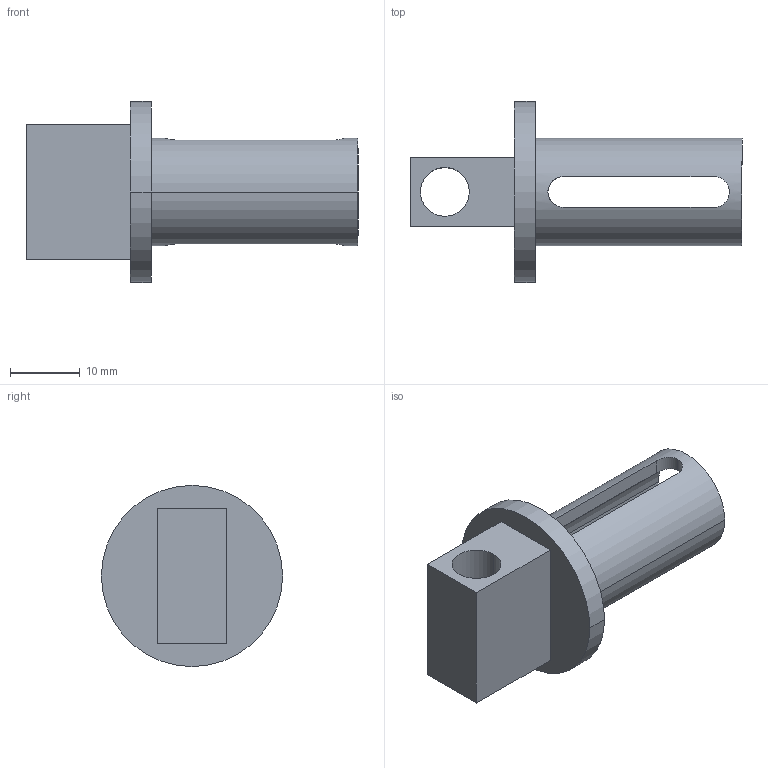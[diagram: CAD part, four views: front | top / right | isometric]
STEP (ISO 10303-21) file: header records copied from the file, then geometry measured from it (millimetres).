
FILE_DESCRIPTION (( 'STEP AP203' ), '1' );
FILE_NAME ('EXXON_USI_18_Aa.STEP', '2020-09-18T15:48:58', ( '' ), ( '' ), 'SwSTEP 2.0', 'SolidWorks 2020', '' );
FILE_SCHEMA (( 'CONFIG_CONTROL_DESIGN' ));
Length unit declared in the file: millimetre
Products named in the file (1): EXXON_USI_18_Aa
Bounding box: 47.66 x 26 x 26 mm (x, y, z)
Volume: 5821.9 mm3; surface area: 4844.3 mm2
Topology: 1 solids, 1 shells, 27 faces, 66 edges, 44 vertices
Faces by surface type: cylinder 14, plane 13
Entity records: 1101 total; most frequent: CARTESIAN_POINT 378, ORIENTED_EDGE 132, DIRECTION 126, EDGE_CURVE 66, AXIS2_PLACEMENT_3D 44, VERTEX_POINT 44, LINE 38, VECTOR 38
